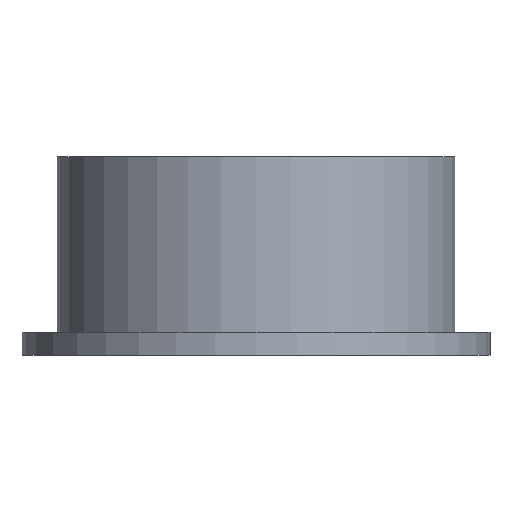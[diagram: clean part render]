
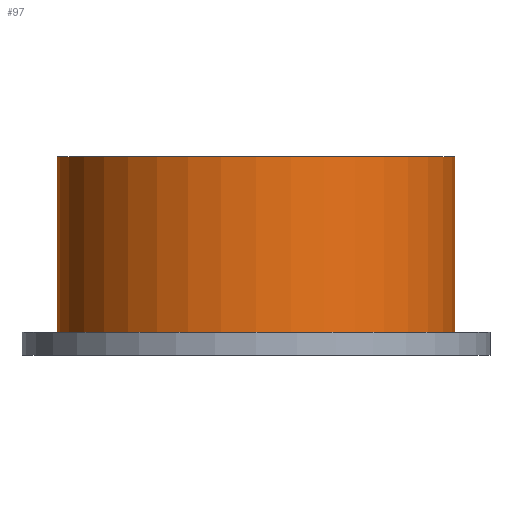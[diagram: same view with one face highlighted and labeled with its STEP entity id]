
A CAD part, front view. The second image highlights one B-rep face of the part: STEP entity #97.
In plain terms, the highlighted cylindrical face has radius 17 mm (diameter 34 mm), a partial arc.
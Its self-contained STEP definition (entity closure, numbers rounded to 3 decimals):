
#14 = ORIENTED_EDGE ( 'NONE', *, *, #322, .F. ) ;
#19 = EDGE_CURVE ( 'NONE', #144, #93, #126, .T. ) ;
#23 = LINE ( 'NONE', #222, #164 ) ;
#30 = AXIS2_PLACEMENT_3D ( 'NONE', #314, #155, #61 ) ;
#60 = ORIENTED_EDGE ( 'NONE', *, *, #73, .F. ) ;
#61 = DIRECTION ( 'NONE',  ( 1., 0., 0. ) ) ;
#65 = CIRCLE ( 'NONE', #182, 17. ) ;
#73 = EDGE_CURVE ( 'NONE', #203, #93, #287, .T. ) ;
#79 = DIRECTION ( 'NONE',  ( 0., 0., 1. ) ) ;
#82 = CARTESIAN_POINT ( 'NONE',  ( 17., 0., 15. ) ) ;
#84 = DIRECTION ( 'NONE',  ( 0., 0., 1. ) ) ;
#85 = CARTESIAN_POINT ( 'NONE',  ( -17., 0., 15. ) ) ;
#93 = VERTEX_POINT ( 'NONE', #82 ) ;
#97 = ADVANCED_FACE ( 'NONE', ( #207 ), #265, .T. ) ;
#106 = CARTESIAN_POINT ( 'NONE',  ( 17., 0., 0. ) ) ;
#108 = VERTEX_POINT ( 'NONE', #109 ) ;
#109 = CARTESIAN_POINT ( 'NONE',  ( -17., 0., 0. ) ) ;
#126 = LINE ( 'NONE', #319, #132 ) ;
#132 = VECTOR ( 'NONE', #291, 1000. ) ;
#141 = AXIS2_PLACEMENT_3D ( 'NONE', #153, #79, #205 ) ;
#144 = VERTEX_POINT ( 'NONE', #106 ) ;
#153 = CARTESIAN_POINT ( 'NONE',  ( 0., 0., 15. ) ) ;
#155 = DIRECTION ( 'NONE',  ( 0., 0., 1. ) ) ;
#164 = VECTOR ( 'NONE', #84, 1000. ) ;
#182 = AXIS2_PLACEMENT_3D ( 'NONE', #190, #323, #290 ) ;
#190 = CARTESIAN_POINT ( 'NONE',  ( 0., 0., 0. ) ) ;
#194 = ORIENTED_EDGE ( 'NONE', *, *, #19, .T. ) ;
#203 = VERTEX_POINT ( 'NONE', #85 ) ;
#205 = DIRECTION ( 'NONE',  ( 1., 0., 0. ) ) ;
#207 = FACE_OUTER_BOUND ( 'NONE', #254, .T. ) ;
#222 = CARTESIAN_POINT ( 'NONE',  ( -17., 0., 0. ) ) ;
#254 = EDGE_LOOP ( 'NONE', ( #14, #263, #194, #60 ) ) ;
#256 = EDGE_CURVE ( 'NONE', #144, #108, #65, .T. ) ;
#263 = ORIENTED_EDGE ( 'NONE', *, *, #256, .F. ) ;
#265 = CYLINDRICAL_SURFACE ( 'NONE', #30, 17. ) ;
#287 = CIRCLE ( 'NONE', #141, 17. ) ;
#290 = DIRECTION ( 'NONE',  ( 1., 0., 0. ) ) ;
#291 = DIRECTION ( 'NONE',  ( 0., 0., 1. ) ) ;
#314 = CARTESIAN_POINT ( 'NONE',  ( 0., 0., 0. ) ) ;
#319 = CARTESIAN_POINT ( 'NONE',  ( 17., 0., 0. ) ) ;
#322 = EDGE_CURVE ( 'NONE', #108, #203, #23, .T. ) ;
#323 = DIRECTION ( 'NONE',  ( 0., 0., -1. ) ) ;
